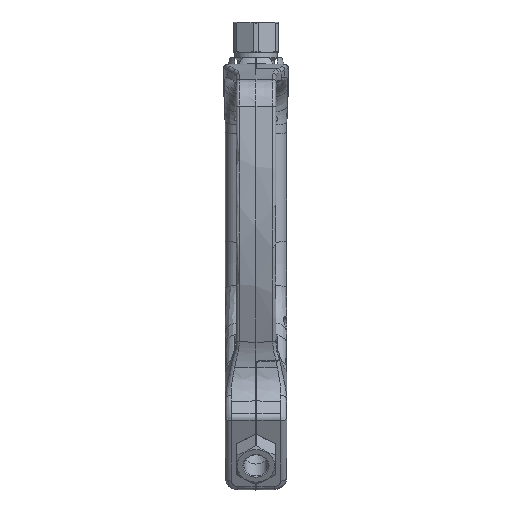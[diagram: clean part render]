
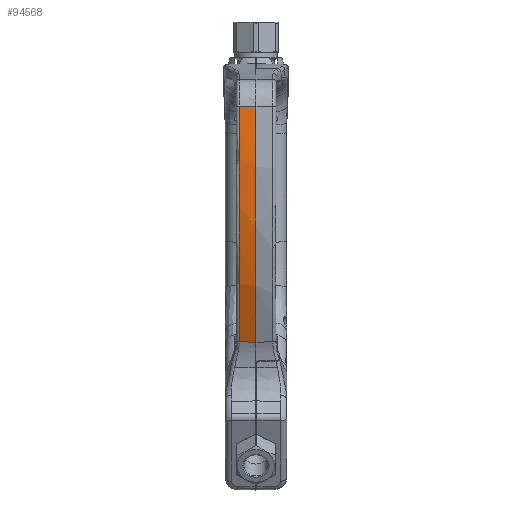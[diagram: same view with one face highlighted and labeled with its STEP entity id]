
A CAD part, left-side view. The second image highlights one B-rep face of the part: STEP entity #94568.
In plain terms, the highlighted conical face has half-angle 1 degrees and reference radius 149768 mm.
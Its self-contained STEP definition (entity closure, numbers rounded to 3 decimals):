
#2287=B_SPLINE_CURVE_WITH_KNOTS('',3,(#132647,#132648,#132649,#132650),
 .UNSPECIFIED.,.F.,.F.,(4,4),(0.,1.),.UNSPECIFIED.);
#2604=B_SPLINE_CURVE_WITH_KNOTS('',3,(#143096,#143097,#143098,#143099,#143100),
 .UNSPECIFIED.,.F.,.F.,(4,1,4),(0.,0.5,1.),.UNSPECIFIED.);
#4694=CONICAL_SURFACE('',#99065,149768.183,0.017);
#5621=LINE('',#143093,#11720);
#11720=VECTOR('',#106222,1000.);
#20579=ORIENTED_EDGE('',*,*,#39998,.F.);
#20580=ORIENTED_EDGE('',*,*,#39999,.F.);
#20581=ORIENTED_EDGE('',*,*,#39245,.T.);
#20582=ORIENTED_EDGE('',*,*,#40000,.F.);
#39245=EDGE_CURVE('',#49317,#49316,#2287,.F.);
#39998=EDGE_CURVE('',#49761,#49762,#5621,.T.);
#39999=EDGE_CURVE('',#49317,#49761,#2604,.T.);
#40000=EDGE_CURVE('',#49762,#49316,#55453,.T.);
#49316=VERTEX_POINT('',#132646);
#49317=VERTEX_POINT('',#132651);
#49761=VERTEX_POINT('',#143094);
#49762=VERTEX_POINT('',#143095);
#55453=CIRCLE('',#99066,205.482);
#57304=EDGE_LOOP('',(#20579,#20580,#20581,#20582));
#61935=FACE_BOUND('',#57304,.T.);
#94568=ADVANCED_FACE('',(#61935),#4694,.T.);
#99065=AXIS2_PLACEMENT_3D('',#143092,#106220,#106221);
#99066=AXIS2_PLACEMENT_3D('',#143101,#106223,#106224);
#106220=DIRECTION('',(0.,-1.,0.));
#106221=DIRECTION('',(-0.071,0.,0.997));
#106222=DIRECTION('',(-0.017,-1.,0.002));
#106223=DIRECTION('',(0.,-1.,0.));
#106224=DIRECTION('',(1.,0.,0.));
#132646=CARTESIAN_POINT('',(-80.606,0.,9.658));
#132647=CARTESIAN_POINT('',(-80.606,0.,9.658));
#132648=CARTESIAN_POINT('',(-80.562,2.759,9.679));
#132649=CARTESIAN_POINT('',(-80.519,5.517,9.701));
#132650=CARTESIAN_POINT('',(-80.476,8.276,9.722));
#132651=CARTESIAN_POINT('',(-80.476,8.276,9.722));
#143092=CARTESIAN_POINT('',(103.552,-8568441.378,100.81));
#143093=CARTESIAN_POINT('',(-100.396,4.138,125.27));
#143094=CARTESIAN_POINT('',(-100.324,8.276,125.262));
#143095=CARTESIAN_POINT('',(-100.468,0.,125.279));
#143096=CARTESIAN_POINT('',(-80.476,8.276,9.722));
#143097=CARTESIAN_POINT('',(-89.266,8.276,27.48));
#143098=CARTESIAN_POINT('',(-101.667,8.276,65.556));
#143099=CARTESIAN_POINT('',(-102.684,8.276,105.588));
#143100=CARTESIAN_POINT('',(-100.324,8.276,125.262));
#143101=CARTESIAN_POINT('',(103.552,0.,100.81));
